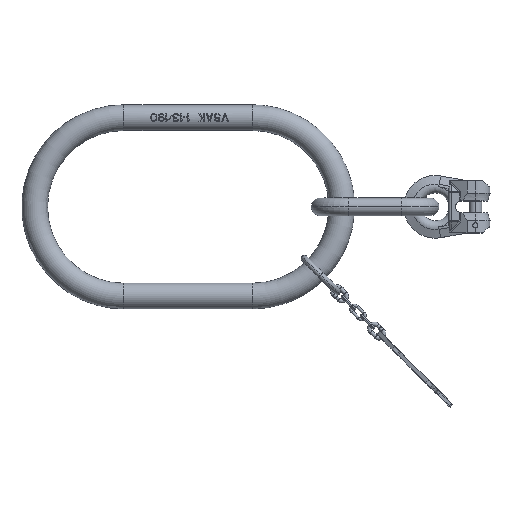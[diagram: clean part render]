
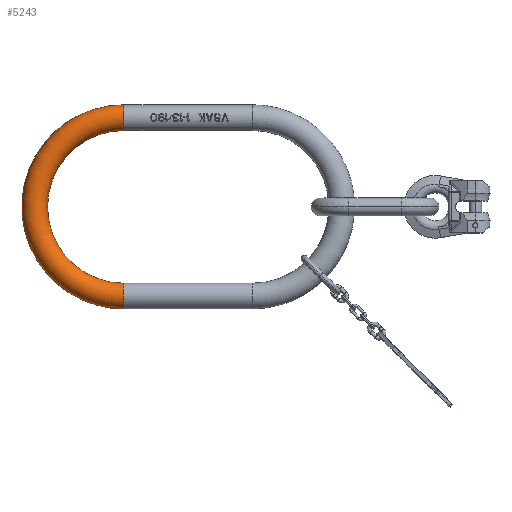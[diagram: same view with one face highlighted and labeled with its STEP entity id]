
A CAD part, top view. The second image highlights one B-rep face of the part: STEP entity #5243.
In plain terms, the highlighted toroidal (fillet/blend) face has major radius 111 mm and minor radius 16 mm.
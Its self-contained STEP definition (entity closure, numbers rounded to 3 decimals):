
#168=CARTESIAN_POINT('',(95.,-111.,0.));
#169=DIRECTION('',(1.,0.,0.));
#170=DIRECTION('',(0.,1.,0.));
#171=AXIS2_PLACEMENT_3D('',#168,#169,#170);
#177=CARTESIAN_POINT('',(95.,111.,0.));
#178=DIRECTION('',(-1.,0.,0.));
#179=DIRECTION('',(0.,-1.,0.));
#180=AXIS2_PLACEMENT_3D('',#177,#178,#179);
#182=CARTESIAN_POINT('',(95.,95.,0.));
#183=CARTESIAN_POINT('',(92.631,95.,0.));
#184=CARTESIAN_POINT('',(87.894,94.823,0.));
#185=CARTESIAN_POINT('',(80.828,94.027,0.));
#186=CARTESIAN_POINT('',(73.841,92.705,0.));
#187=CARTESIAN_POINT('',(66.972,90.864,0.));
#188=CARTESIAN_POINT('',(60.26,88.516,0.));
#189=CARTESIAN_POINT('',(53.743,85.672,0.));
#190=CARTESIAN_POINT('',(47.456,82.349,0.));
#191=CARTESIAN_POINT('',(41.435,78.566,0.));
#192=CARTESIAN_POINT('',(35.713,74.343,0.));
#193=CARTESIAN_POINT('',(30.323,69.705,0.));
#194=CARTESIAN_POINT('',(25.295,64.677,0.));
#195=CARTESIAN_POINT('',(20.657,59.287,0.));
#196=CARTESIAN_POINT('',(16.434,53.565,0.));
#197=CARTESIAN_POINT('',(12.651,47.544,0.));
#198=CARTESIAN_POINT('',(9.328,41.257,0.));
#199=CARTESIAN_POINT('',(6.484,34.74,0.));
#200=CARTESIAN_POINT('',(4.136,28.028,0.));
#201=CARTESIAN_POINT('',(2.295,21.159,0.));
#202=CARTESIAN_POINT('',(0.973,14.172,0.));
#203=CARTESIAN_POINT('',(0.177,7.106,0.));
#204=CARTESIAN_POINT('',(-0.089,0.,0.));
#205=CARTESIAN_POINT('',(0.177,-7.106,0.));
#206=CARTESIAN_POINT('',(0.973,-14.172,0.));
#207=CARTESIAN_POINT('',(2.295,-21.159,0.));
#208=CARTESIAN_POINT('',(4.136,-28.028,0.));
#209=CARTESIAN_POINT('',(6.484,-34.74,0.));
#210=CARTESIAN_POINT('',(9.328,-41.257,0.));
#211=CARTESIAN_POINT('',(12.651,-47.544,0.));
#212=CARTESIAN_POINT('',(16.434,-53.565,0.));
#213=CARTESIAN_POINT('',(20.657,-59.287,0.));
#214=CARTESIAN_POINT('',(25.295,-64.677,0.));
#215=CARTESIAN_POINT('',(30.323,-69.705,0.));
#216=CARTESIAN_POINT('',(35.713,-74.343,0.));
#217=CARTESIAN_POINT('',(41.435,-78.566,0.));
#218=CARTESIAN_POINT('',(47.456,-82.349,0.));
#219=CARTESIAN_POINT('',(53.743,-85.672,0.));
#220=CARTESIAN_POINT('',(60.26,-88.516,0.));
#221=CARTESIAN_POINT('',(66.972,-90.864,0.));
#222=CARTESIAN_POINT('',(73.841,-92.705,0.));
#223=CARTESIAN_POINT('',(80.828,-94.027,0.));
#224=CARTESIAN_POINT('',(87.894,-94.823,0.));
#225=CARTESIAN_POINT('',(92.631,-95.,0.));
#226=CARTESIAN_POINT('',(95.,-95.,0.));
#233=CARTESIAN_POINT('',(95.,127.,0.));
#234=CARTESIAN_POINT('',(92.045,127.,0.));
#235=CARTESIAN_POINT('',(86.134,126.794,0.));
#236=CARTESIAN_POINT('',(77.311,125.866,0.));
#237=CARTESIAN_POINT('',(68.574,124.326,0.));
#238=CARTESIAN_POINT('',(59.966,122.179,0.));
#239=CARTESIAN_POINT('',(51.528,119.438,0.));
#240=CARTESIAN_POINT('',(43.302,116.115,0.));
#241=CARTESIAN_POINT('',(35.329,112.225,0.));
#242=CARTESIAN_POINT('',(27.646,107.79,0.));
#243=CARTESIAN_POINT('',(20.291,102.829,0.));
#244=CARTESIAN_POINT('',(13.3,97.367,0.));
#245=CARTESIAN_POINT('',(6.707,91.43,0.));
#246=CARTESIAN_POINT('',(0.544,85.049,0.));
#247=CARTESIAN_POINT('',(-5.159,78.253,0.));
#248=CARTESIAN_POINT('',(-10.373,71.075,0.));
#249=CARTESIAN_POINT('',(-15.075,63.552,0.));
#250=CARTESIAN_POINT('',(-19.24,55.718,0.));
#251=CARTESIAN_POINT('',(-22.848,47.614,0.));
#252=CARTESIAN_POINT('',(-25.882,39.277,0.));
#253=CARTESIAN_POINT('',(-28.328,30.749,0.));
#254=CARTESIAN_POINT('',(-30.172,22.071,0.));
#255=CARTESIAN_POINT('',(-31.407,13.286,0.));
#256=CARTESIAN_POINT('',(-32.026,4.436,0.));
#257=CARTESIAN_POINT('',(-32.026,-4.436,0.));
#258=CARTESIAN_POINT('',(-31.407,-13.286,0.));
#259=CARTESIAN_POINT('',(-30.172,-22.071,0.));
#260=CARTESIAN_POINT('',(-28.328,-30.749,0.));
#261=CARTESIAN_POINT('',(-25.882,-39.277,0.));
#262=CARTESIAN_POINT('',(-22.848,-47.614,0.));
#263=CARTESIAN_POINT('',(-19.24,-55.718,0.));
#264=CARTESIAN_POINT('',(-15.075,-63.552,0.));
#265=CARTESIAN_POINT('',(-10.373,-71.075,0.));
#266=CARTESIAN_POINT('',(-5.159,-78.253,0.));
#267=CARTESIAN_POINT('',(0.544,-85.049,0.));
#268=CARTESIAN_POINT('',(6.707,-91.43,0.));
#269=CARTESIAN_POINT('',(13.3,-97.367,0.));
#270=CARTESIAN_POINT('',(20.291,-102.829,0.));
#271=CARTESIAN_POINT('',(27.646,-107.79,0.));
#272=CARTESIAN_POINT('',(35.329,-112.225,0.));
#273=CARTESIAN_POINT('',(43.302,-116.115,0.));
#274=CARTESIAN_POINT('',(51.528,-119.438,0.));
#275=CARTESIAN_POINT('',(59.966,-122.179,0.));
#276=CARTESIAN_POINT('',(68.574,-124.326,0.));
#277=CARTESIAN_POINT('',(77.311,-125.866,0.));
#278=CARTESIAN_POINT('',(86.134,-126.794,0.));
#279=CARTESIAN_POINT('',(92.045,-127.,0.));
#280=CARTESIAN_POINT('',(95.,-127.,0.));
#3786=CARTESIAN_POINT('',(95.,95.,0.));
#3787=CARTESIAN_POINT('',(95.,127.,0.));
#3788=VERTEX_POINT('',#3786);
#3789=VERTEX_POINT('',#3787);
#3790=CARTESIAN_POINT('',(95.,-95.,0.));
#3791=CARTESIAN_POINT('',(95.,-127.,0.));
#3792=VERTEX_POINT('',#3790);
#3793=VERTEX_POINT('',#3791);
#5230=CARTESIAN_POINT('',(95.,0.,0.));
#5231=DIRECTION('',(0.,0.,1.));
#5232=DIRECTION('',(0.,-1.,0.));
#5233=AXIS2_PLACEMENT_3D('',#5230,#5231,#5232);
#5234=TOROIDAL_SURFACE('',#5233,111.,16.);
#5235=ORIENTED_EDGE('',*,*,#4703,.F.);
#5237=ORIENTED_EDGE('',*,*,#5236,.T.);
#5238=ORIENTED_EDGE('',*,*,#5220,.T.);
#5240=ORIENTED_EDGE('',*,*,#5239,.F.);
#5241=EDGE_LOOP('',(#5235,#5237,#5238,#5240));
#5242=FACE_OUTER_BOUND('',#5241,.F.);
#5243=ADVANCED_FACE('',(#5242),#5234,.T.);
#172=CIRCLE('',#171,16.);
#181=CIRCLE('',#180,16.);
#227=B_SPLINE_CURVE_WITH_KNOTS('',3,(#182,#183,#184,#185,#186,#187,#188,#189,
#190,#191,#192,#193,#194,#195,#196,#197,#198,#199,#200,#201,#202,#203,#204,#205,
#206,#207,#208,#209,#210,#211,#212,#213,#214,#215,#216,#217,#218,#219,#220,#221,
#222,#223,#224,#225,#226),.UNSPECIFIED.,.F.,.F.,(4,1,1,1,1,1,1,1,1,1,1,1,1,1,1,
1,1,1,1,1,1,1,1,1,1,1,1,1,1,1,1,1,1,1,1,1,1,1,1,1,1,1,4),(0.,
0.024,0.048,0.071,0.095,
0.119,0.143,0.167,0.19,
0.214,0.238,0.262,0.286,
0.31,0.333,0.357,0.381,
0.405,0.429,0.452,0.476,0.5,
0.524,0.548,0.571,0.595,
0.619,0.643,0.667,0.69,
0.714,0.738,0.762,0.786,
0.81,0.833,0.857,0.881,
0.905,0.929,0.952,0.976,1.),
.UNSPECIFIED.);
#281=B_SPLINE_CURVE_WITH_KNOTS('',3,(#233,#234,#235,#236,#237,#238,#239,#240,
#241,#242,#243,#244,#245,#246,#247,#248,#249,#250,#251,#252,#253,#254,#255,#256,
#257,#258,#259,#260,#261,#262,#263,#264,#265,#266,#267,#268,#269,#270,#271,#272,
#273,#274,#275,#276,#277,#278,#279,#280),.UNSPECIFIED.,.F.,.F.,(4,1,1,1,1,1,1,1,
1,1,1,1,1,1,1,1,1,1,1,1,1,1,1,1,1,1,1,1,1,1,1,1,1,1,1,1,1,1,1,1,1,1,1,1,1,4),(
0.,0.022,0.044,0.067,0.089,
0.111,0.133,0.156,0.178,0.2,
0.222,0.244,0.267,0.289,
0.311,0.333,0.356,0.378,0.4,
0.422,0.444,0.467,0.489,
0.511,0.533,0.556,0.578,0.6,
0.622,0.644,0.667,0.689,
0.711,0.733,0.756,0.778,0.8,
0.822,0.844,0.867,0.889,
0.911,0.933,0.956,0.978,1.),
.UNSPECIFIED.);
#4703=EDGE_CURVE('',#3788,#3789,#181,.T.);
#5220=EDGE_CURVE('',#3792,#3793,#172,.T.);
#5236=EDGE_CURVE('',#3788,#3792,#227,.T.);
#5239=EDGE_CURVE('',#3789,#3793,#281,.T.);
